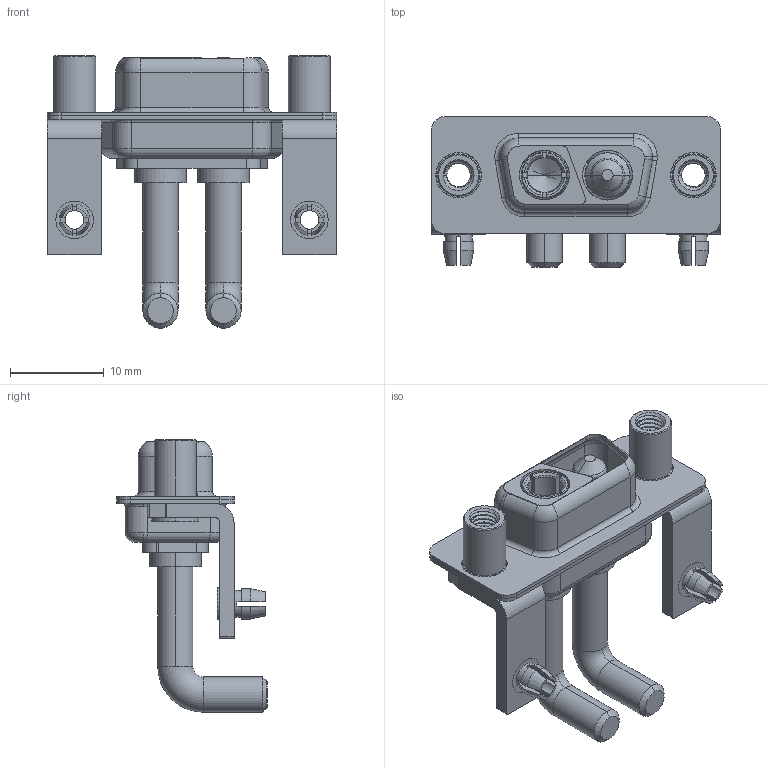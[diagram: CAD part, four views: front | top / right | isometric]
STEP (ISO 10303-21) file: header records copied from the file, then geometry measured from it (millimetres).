
FILE_DESCRIPTION (( 'STEP AP203' ), '1' );
FILE_NAME ('630-2WK2650-4TD.STEP', '2022-05-27T05:34:09', ( '' ), ( '' ), 'SwSTEP 2.0', 'SolidWorks 2020', '' );
FILE_SCHEMA (( 'CONFIG_CONTROL_DESIGN' ));
Length unit declared in the file: millimetre
Products named in the file (9): 630Combo Stabilizer Bracket; 630Combo Board Lock; 630-2WK2650-4TD; 630Combo Threaded Standoff_D; Power Pin_Ext 40A RA; 630Combo Shell Front_09 Contacts; 630Combo Shell Rear_09 Contacts; 630Combo Housing_2WK2; Power Socket_Ext 40A RA
Assembly tree (11 placements, depth 2):
  630-2WK2650-4TD
    630Combo Housing_2WK2
    630Combo Shell Front_09 Contacts
    630Combo Shell Rear_09 Contacts
    630Combo Stabilizer Bracket  x2
    630Combo Board Lock  x2
    630Combo Threaded Standoff_D  x2
    Power Socket_Ext 40A RA
    Power Pin_Ext 40A RA
Bounding box: 30.8 x 16.05 x 29 mm (x, y, z)
Volume: 2420.3 mm3; surface area: 5492.1 mm2
Topology: 13 solids, 13 shells, 591 faces, 1500 edges, 956 vertices
Faces by surface type: cylinder 288, plane 176, torus 67, cone 52, bspline 8
Entity records: 17368 total; most frequent: CARTESIAN_POINT 5198, DIRECTION 2439, ORIENTED_EDGE 2312, EDGE_CURVE 1156, AXIS2_PLACEMENT_3D 979, VERTEX_POINT 735, EDGE_LOOP 509, CIRCLE 507
